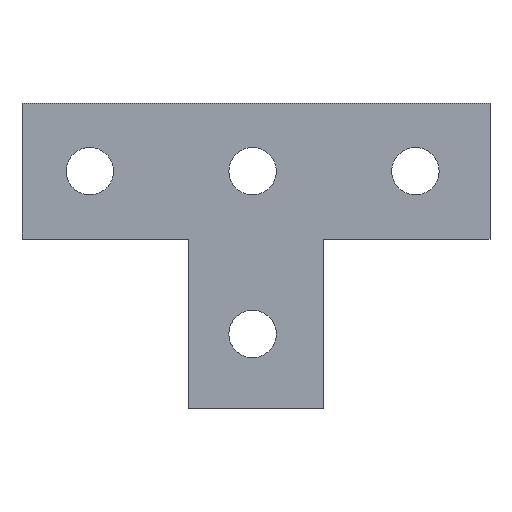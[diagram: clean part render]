
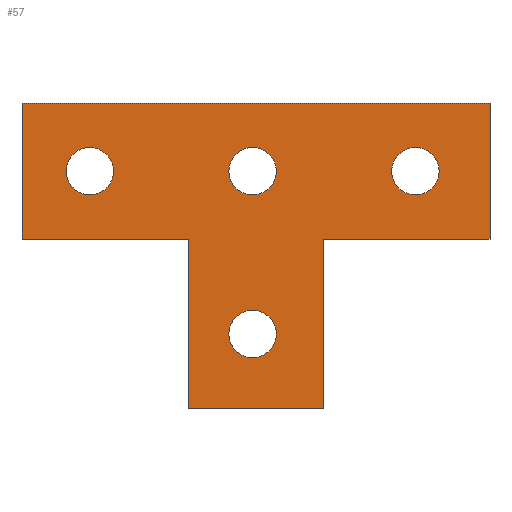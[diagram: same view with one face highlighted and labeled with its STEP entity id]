
A CAD part, top view. The second image highlights one B-rep face of the part: STEP entity #57.
In plain terms, the highlighted planar face has unit normal (0, 0, 1).
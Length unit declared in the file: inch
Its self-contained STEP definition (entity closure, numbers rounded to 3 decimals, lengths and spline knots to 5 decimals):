
#57=ADVANCED_FACE('',(#118,#119,#120,#121,#122),#123,.F.);
#118=FACE_BOUND('',#188,.T.);
#119=FACE_BOUND('',#189,.T.);
#120=FACE_BOUND('',#190,.T.);
#121=FACE_BOUND('',#191,.T.);
#122=FACE_OUTER_BOUND('',#192,.T.);
#123=PLANE('',#193);
#188=EDGE_LOOP('',(#287,#288));
#189=EDGE_LOOP('',(#289,#290));
#190=EDGE_LOOP('',(#291,#292));
#191=EDGE_LOOP('',(#293,#294));
#192=EDGE_LOOP('',(#295,#296,#297,#298,#299,#300,#301,#302));
#193=AXIS2_PLACEMENT_3D('',#303,#304,#305);
#287=ORIENTED_EDGE('',*,*,#435,.T.);
#288=ORIENTED_EDGE('',*,*,#428,.T.);
#289=ORIENTED_EDGE('',*,*,#431,.T.);
#290=ORIENTED_EDGE('',*,*,#436,.T.);
#291=ORIENTED_EDGE('',*,*,#437,.T.);
#292=ORIENTED_EDGE('',*,*,#418,.T.);
#293=ORIENTED_EDGE('',*,*,#401,.T.);
#294=ORIENTED_EDGE('',*,*,#438,.T.);
#295=ORIENTED_EDGE('',*,*,#439,.T.);
#296=ORIENTED_EDGE('',*,*,#412,.T.);
#297=ORIENTED_EDGE('',*,*,#440,.T.);
#298=ORIENTED_EDGE('',*,*,#441,.T.);
#299=ORIENTED_EDGE('',*,*,#422,.T.);
#300=ORIENTED_EDGE('',*,*,#442,.T.);
#301=ORIENTED_EDGE('',*,*,#443,.T.);
#302=ORIENTED_EDGE('',*,*,#407,.T.);
#303=CARTESIAN_POINT('',(2.71654,-1.3486,0.23622));
#304=DIRECTION('',(0.,0.,-1.0));
#305=DIRECTION('',(1.0,0.,0.));
#401=EDGE_CURVE('',#470,#467,#471,.T.);
#407=EDGE_CURVE('',#481,#479,#482,.T.);
#412=EDGE_CURVE('',#490,#488,#491,.T.);
#418=EDGE_CURVE('',#494,#499,#501,.T.);
#422=EDGE_CURVE('',#508,#506,#509,.T.);
#428=EDGE_CURVE('',#512,#517,#519,.T.);
#431=EDGE_CURVE('',#524,#521,#525,.T.);
#435=EDGE_CURVE('',#517,#512,#530,.T.);
#436=EDGE_CURVE('',#521,#524,#531,.T.);
#437=EDGE_CURVE('',#499,#494,#532,.T.);
#438=EDGE_CURVE('',#467,#470,#533,.T.);
#439=EDGE_CURVE('',#479,#490,#534,.T.);
#440=EDGE_CURVE('',#488,#535,#536,.T.);
#441=EDGE_CURVE('',#535,#508,#537,.T.);
#442=EDGE_CURVE('',#506,#538,#539,.T.);
#443=EDGE_CURVE('',#538,#481,#540,.T.);
#467=VERTEX_POINT('',#566);
#470=VERTEX_POINT('',#570);
#471=CIRCLE('',#571,0.27559);
#479=VERTEX_POINT('',#581);
#481=VERTEX_POINT('',#584);
#482=LINE('',#585,#586);
#488=VERTEX_POINT('',#594);
#490=VERTEX_POINT('',#597);
#491=LINE('',#598,#599);
#494=VERTEX_POINT('',#603);
#499=VERTEX_POINT('',#609);
#501=CIRCLE('',#612,0.27559);
#506=VERTEX_POINT('',#618);
#508=VERTEX_POINT('',#621);
#509=LINE('',#622,#623);
#512=VERTEX_POINT('',#627);
#517=VERTEX_POINT('',#633);
#519=CIRCLE('',#636,0.27559);
#521=VERTEX_POINT('',#638);
#524=VERTEX_POINT('',#642);
#525=CIRCLE('',#643,0.27559);
#530=CIRCLE('',#649,0.27559);
#531=CIRCLE('',#650,0.27559);
#532=CIRCLE('',#651,0.27559);
#533=CIRCLE('',#652,0.27559);
#534=LINE('',#653,#654);
#535=VERTEX_POINT('',#655);
#536=LINE('',#656,#657);
#537=LINE('',#658,#659);
#538=VERTEX_POINT('',#660);
#539=LINE('',#661,#662);
#540=LINE('',#663,#664);
#566=CARTESIAN_POINT('',(1.06299,-0.7874,0.23622));
#570=CARTESIAN_POINT('',(0.51181,-0.7874,0.23622));
#571=AXIS2_PLACEMENT_3D('',#697,#698,#699);
#581=CARTESIAN_POINT('',(0.,0.,0.23622));
#584=CARTESIAN_POINT('',(5.43307,0.,0.23622));
#585=CARTESIAN_POINT('',(2.71654,0.,0.23622));
#586=VECTOR('',#706,0.03937);
#594=CARTESIAN_POINT('',(1.92913,-1.5748,0.23622));
#597=CARTESIAN_POINT('',(0.,-1.5748,0.23622));
#598=CARTESIAN_POINT('',(0.93633,-1.5748,0.23622));
#599=VECTOR('',#710,0.03937);
#603=CARTESIAN_POINT('',(2.95276,-0.7874,0.23622));
#609=CARTESIAN_POINT('',(2.40157,-0.7874,0.23622));
#612=AXIS2_PLACEMENT_3D('',#717,#718,#719);
#618=CARTESIAN_POINT('',(3.50394,-1.5748,0.23622));
#621=CARTESIAN_POINT('',(3.50394,-3.54331,0.23622));
#622=CARTESIAN_POINT('',(3.50394,-2.39471,0.23622));
#623=VECTOR('',#722,0.03937);
#627=CARTESIAN_POINT('',(2.95276,-2.67717,0.23622));
#633=CARTESIAN_POINT('',(2.40157,-2.67717,0.23622));
#636=AXIS2_PLACEMENT_3D('',#729,#730,#731);
#638=CARTESIAN_POINT('',(4.84252,-0.7874,0.23622));
#642=CARTESIAN_POINT('',(4.29134,-0.7874,0.23622));
#643=AXIS2_PLACEMENT_3D('',#733,#734,#735);
#649=AXIS2_PLACEMENT_3D('',#740,#741,#742);
#650=AXIS2_PLACEMENT_3D('',#743,#744,#745);
#651=AXIS2_PLACEMENT_3D('',#746,#747,#748);
#652=AXIS2_PLACEMENT_3D('',#749,#750,#751);
#653=CARTESIAN_POINT('',(0.,-0.8679,0.23622));
#654=VECTOR('',#752,0.03937);
#655=CARTESIAN_POINT('',(1.92913,-3.54331,0.23622));
#656=CARTESIAN_POINT('',(1.92913,-2.47855,0.23622));
#657=VECTOR('',#753,0.03937);
#658=CARTESIAN_POINT('',(2.95231,-3.54331,0.23622));
#659=VECTOR('',#754,0.03937);
#660=CARTESIAN_POINT('',(5.43307,-1.5748,0.23622));
#661=CARTESIAN_POINT('',(4.73252,-1.5748,0.23622));
#662=VECTOR('',#755,0.03937);
#663=CARTESIAN_POINT('',(5.43307,-0.95175,0.23622));
#664=VECTOR('',#756,0.03937);
#697=CARTESIAN_POINT('',(0.7874,-0.7874,0.23622));
#698=DIRECTION('',(0.,0.,-1.0));
#699=DIRECTION('',(1.0,0.,0.));
#706=DIRECTION('',(-1.0,0.,0.));
#710=DIRECTION('',(1.0,0.,0.));
#717=CARTESIAN_POINT('',(2.67717,-0.7874,0.23622));
#718=DIRECTION('',(0.,0.,-1.0));
#719=DIRECTION('',(1.0,0.,0.));
#722=DIRECTION('',(0.,1.0,0.));
#729=CARTESIAN_POINT('',(2.67717,-2.67717,0.23622));
#730=DIRECTION('',(0.,0.,-1.0));
#731=DIRECTION('',(1.0,0.,0.));
#733=CARTESIAN_POINT('',(4.56693,-0.7874,0.23622));
#734=DIRECTION('',(0.,0.,-1.0));
#735=DIRECTION('',(1.0,0.,0.));
#740=CARTESIAN_POINT('',(2.67717,-2.67717,0.23622));
#741=DIRECTION('',(0.,0.,-1.0));
#742=DIRECTION('',(1.0,0.,0.));
#743=CARTESIAN_POINT('',(4.56693,-0.7874,0.23622));
#744=DIRECTION('',(0.,0.,-1.0));
#745=DIRECTION('',(1.0,0.,0.));
#746=CARTESIAN_POINT('',(2.67717,-0.7874,0.23622));
#747=DIRECTION('',(0.,0.,-1.0));
#748=DIRECTION('',(1.0,0.,0.));
#749=CARTESIAN_POINT('',(0.7874,-0.7874,0.23622));
#750=DIRECTION('',(0.,0.,-1.0));
#751=DIRECTION('',(1.0,0.,0.));
#752=DIRECTION('',(0.0,-1.0,0.));
#753=DIRECTION('',(0.,-1.0,0.));
#754=DIRECTION('',(1.0,0.,0.));
#755=DIRECTION('',(1.0,0.,0.));
#756=DIRECTION('',(0.0,1.0,0.));
